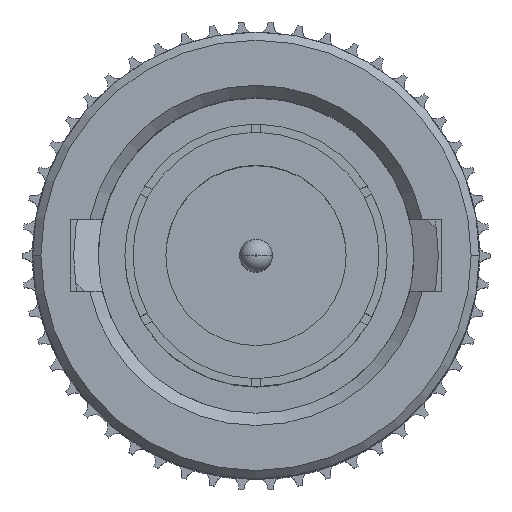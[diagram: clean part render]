
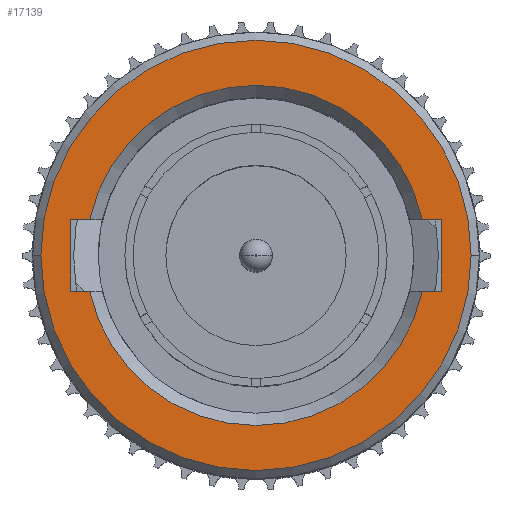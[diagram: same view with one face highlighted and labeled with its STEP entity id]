
A CAD part, top view. The second image highlights one B-rep face of the part: STEP entity #17139.
In plain terms, the highlighted planar face has unit normal (0, 0, 1).
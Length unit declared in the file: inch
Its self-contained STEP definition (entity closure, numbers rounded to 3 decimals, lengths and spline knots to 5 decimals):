
#204 = DIRECTION ( 'NONE',  ( 1., 0., 0. ) ) ;
#469 = FACE_BOUND ( 'NONE', #6130, .T. ) ;
#786 = CARTESIAN_POINT ( 'NONE',  ( -0.22627, 0.04356, 0.428 ) ) ;
#806 = VERTEX_POINT ( 'NONE', #3717 ) ;
#931 = VERTEX_POINT ( 'NONE', #7854 ) ;
#1043 = DIRECTION ( 'NONE',  ( 0., 0., 1. ) ) ;
#1233 = VERTEX_POINT ( 'NONE', #12712 ) ;
#1602 = LINE ( 'NONE', #13296, #10279 ) ;
#2111 = CARTESIAN_POINT ( 'NONE',  ( -0.22627, 0.04356, 0.428 ) ) ;
#2753 = CARTESIAN_POINT ( 'NONE',  ( -0.22627, 0.04356, 0.428 ) ) ;
#2835 = DIRECTION ( 'NONE',  ( 1., 0., 0. ) ) ;
#2919 = DIRECTION ( 'NONE',  ( -1., 0., 0. ) ) ;
#2979 = VERTEX_POINT ( 'NONE', #4302 ) ;
#3230 = AXIS2_PLACEMENT_3D ( 'NONE', #9321, #16238, #9410 ) ;
#3295 = DIRECTION ( 'NONE',  ( 1., 0., 0. ) ) ;
#3328 = EDGE_CURVE ( 'NONE', #17924, #9852, #16573, .T. ) ;
#3421 = LINE ( 'NONE', #16153, #5794 ) ;
#3495 = CARTESIAN_POINT ( 'NONE',  ( 0., 0., 0.428 ) ) ;
#3717 = CARTESIAN_POINT ( 'NONE',  ( -0.22627, -0.04356, 0.428 ) ) ;
#3814 = EDGE_CURVE ( 'NONE', #9852, #17924, #10161, .T. ) ;
#4082 = AXIS2_PLACEMENT_3D ( 'NONE', #11620, #12068, #17375 ) ;
#4301 = DIRECTION ( 'NONE',  ( 0., 0., -1. ) ) ;
#4302 = CARTESIAN_POINT ( 'NONE',  ( -0.20288, -0.04356, 0.428 ) ) ;
#4430 = VERTEX_POINT ( 'NONE', #2753 ) ;
#4641 = DIRECTION ( 'NONE',  ( 0., 1., 0. ) ) ;
#4866 = VERTEX_POINT ( 'NONE', #16320 ) ;
#5764 = CARTESIAN_POINT ( 'NONE',  ( 0.20288, 0.04356, 0.428 ) ) ;
#5794 = VECTOR ( 'NONE', #11834, 39.37008 ) ;
#5845 = ORIENTED_EDGE ( 'NONE', *, *, #18350, .F. ) ;
#5851 = LINE ( 'NONE', #6038, #8552 ) ;
#6038 = CARTESIAN_POINT ( 'NONE',  ( 0.22627, 0.04356, 0.428 ) ) ;
#6130 = EDGE_LOOP ( 'NONE', ( #5845, #15947, #9502, #16051, #13513, #15252, #16988, #11903 ) ) ;
#6541 = LINE ( 'NONE', #2111, #15846 ) ;
#6607 = CARTESIAN_POINT ( 'NONE',  ( -0.20288, 0.04356, 0.428 ) ) ;
#6974 = VERTEX_POINT ( 'NONE', #6607 ) ;
#7854 = CARTESIAN_POINT ( 'NONE',  ( 0.22627, -0.04356, 0.428 ) ) ;
#8552 = VECTOR ( 'NONE', #4641, 39.37008 ) ;
#8918 = AXIS2_PLACEMENT_3D ( 'NONE', #11668, #4301, #204 ) ;
#9321 = CARTESIAN_POINT ( 'NONE',  ( 0., 0., 0.428 ) ) ;
#9410 = DIRECTION ( 'NONE',  ( 1., 0., 0. ) ) ;
#9492 = EDGE_CURVE ( 'NONE', #806, #2979, #3421, .T. ) ;
#9502 = ORIENTED_EDGE ( 'NONE', *, *, #10314, .F. ) ;
#9695 = EDGE_LOOP ( 'NONE', ( #14680, #13739 ) ) ;
#9728 = EDGE_CURVE ( 'NONE', #931, #4866, #5851, .T. ) ;
#9852 = VERTEX_POINT ( 'NONE', #18399 ) ;
#10020 = DIRECTION ( 'NONE',  ( 1., 0., 0. ) ) ;
#10161 = CIRCLE ( 'NONE', #4082, 0.2625 ) ;
#10279 = VECTOR ( 'NONE', #2919, 39.37008 ) ;
#10301 = CARTESIAN_POINT ( 'NONE',  ( 0.2625, 0., 0.428 ) ) ;
#10314 = EDGE_CURVE ( 'NONE', #4866, #15401, #6541, .T. ) ;
#10432 = EDGE_CURVE ( 'NONE', #1233, #2979, #10707, .T. ) ;
#10539 = DIRECTION ( 'NONE',  ( 0., 0., -1. ) ) ;
#10649 = PLANE ( 'NONE',  #3230 ) ;
#10707 = CIRCLE ( 'NONE', #16763, 0.2075 ) ;
#11620 = CARTESIAN_POINT ( 'NONE',  ( 0., 0., 0.428 ) ) ;
#11668 = CARTESIAN_POINT ( 'NONE',  ( 0., 0., 0.428 ) ) ;
#11834 = DIRECTION ( 'NONE',  ( 1., 0., 0. ) ) ;
#11903 = ORIENTED_EDGE ( 'NONE', *, *, #15124, .F. ) ;
#12068 = DIRECTION ( 'NONE',  ( 0., 0., 1. ) ) ;
#12224 = LINE ( 'NONE', #786, #15344 ) ;
#12712 = CARTESIAN_POINT ( 'NONE',  ( 0.20288, -0.04356, 0.428 ) ) ;
#12848 = CARTESIAN_POINT ( 'NONE',  ( 0., 0., 0.428 ) ) ;
#13041 = EDGE_CURVE ( 'NONE', #6974, #15401, #17108, .T. ) ;
#13296 = CARTESIAN_POINT ( 'NONE',  ( -0.22627, 0.04356, 0.428 ) ) ;
#13513 = ORIENTED_EDGE ( 'NONE', *, *, #17722, .F. ) ;
#13739 = ORIENTED_EDGE ( 'NONE', *, *, #3328, .T. ) ;
#14386 = LINE ( 'NONE', #14582, #16328 ) ;
#14582 = CARTESIAN_POINT ( 'NONE',  ( -0.22627, -0.04356, 0.428 ) ) ;
#14680 = ORIENTED_EDGE ( 'NONE', *, *, #3814, .T. ) ;
#15124 = EDGE_CURVE ( 'NONE', #4430, #806, #12224, .T. ) ;
#15252 = ORIENTED_EDGE ( 'NONE', *, *, #10432, .T. ) ;
#15335 = DIRECTION ( 'NONE',  ( 0., -1., 0. ) ) ;
#15344 = VECTOR ( 'NONE', #15335, 39.37008 ) ;
#15401 = VERTEX_POINT ( 'NONE', #5764 ) ;
#15846 = VECTOR ( 'NONE', #18185, 39.37008 ) ;
#15947 = ORIENTED_EDGE ( 'NONE', *, *, #13041, .T. ) ;
#16051 = ORIENTED_EDGE ( 'NONE', *, *, #9728, .F. ) ;
#16153 = CARTESIAN_POINT ( 'NONE',  ( -0.22627, -0.04356, 0.428 ) ) ;
#16238 = DIRECTION ( 'NONE',  ( 0., 0., 1. ) ) ;
#16251 = AXIS2_PLACEMENT_3D ( 'NONE', #12848, #1043, #2835 ) ;
#16320 = CARTESIAN_POINT ( 'NONE',  ( 0.22627, 0.04356, 0.428 ) ) ;
#16328 = VECTOR ( 'NONE', #10020, 39.37008 ) ;
#16435 = FACE_OUTER_BOUND ( 'NONE', #9695, .T. ) ;
#16573 = CIRCLE ( 'NONE', #16251, 0.2625 ) ;
#16763 = AXIS2_PLACEMENT_3D ( 'NONE', #3495, #10539, #3295 ) ;
#16988 = ORIENTED_EDGE ( 'NONE', *, *, #9492, .F. ) ;
#17108 = CIRCLE ( 'NONE', #8918, 0.2075 ) ;
#17139 = ADVANCED_FACE ( 'NONE', ( #16435, #469 ), #10649, .T. ) ;
#17375 = DIRECTION ( 'NONE',  ( 1., 0., 0. ) ) ;
#17722 = EDGE_CURVE ( 'NONE', #1233, #931, #14386, .T. ) ;
#17924 = VERTEX_POINT ( 'NONE', #10301 ) ;
#18185 = DIRECTION ( 'NONE',  ( -1., 0., 0. ) ) ;
#18350 = EDGE_CURVE ( 'NONE', #6974, #4430, #1602, .T. ) ;
#18399 = CARTESIAN_POINT ( 'NONE',  ( -0.2625, 0., 0.428 ) ) ;
